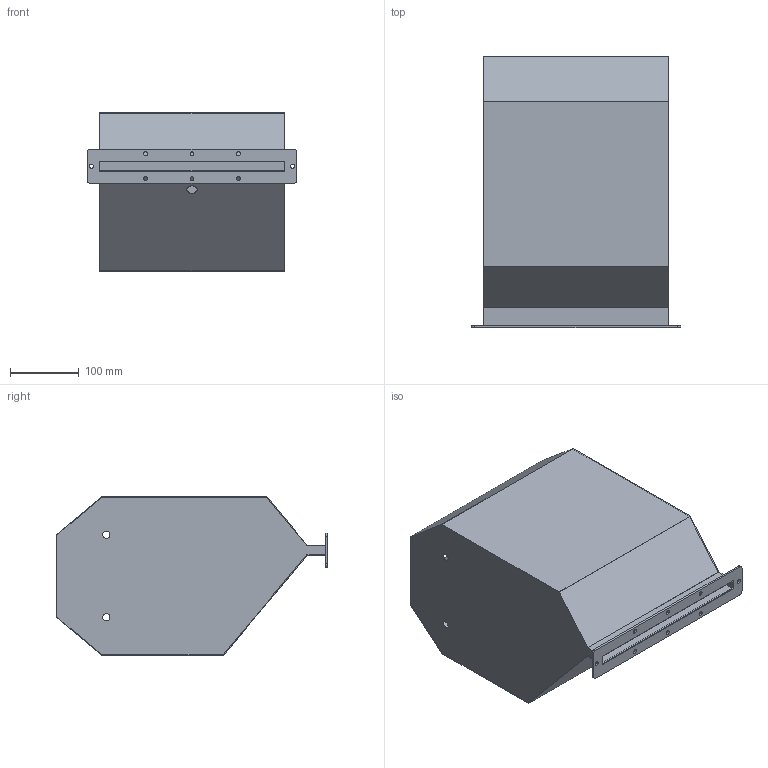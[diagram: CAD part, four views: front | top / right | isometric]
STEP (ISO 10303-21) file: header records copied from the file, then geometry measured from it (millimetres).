
FILE_DESCRIPTION (( 'STEP AP214' ), '1' );
FILE_NAME ('BigCanister_v2.STEP', '2024-10-09T10:45:49', ( '' ), ( '' ), 'SwSTEP 2.0', 'SolidWorks 2024', '' );
FILE_SCHEMA (( 'AUTOMOTIVE_DESIGN' ));
Length unit declared in the file: millimetre
Products named in the file (1): BigCanister_v2
Bounding box: 305 x 395 x 230 mm (x, y, z)
Volume: 451963.2 mm3; surface area: 865390 mm2
Topology: 2 solids, 2 shells, 83 faces, 234 edges, 156 vertices
Faces by surface type: cylinder 50, plane 33
Entity records: 2856 total; most frequent: DIRECTION 502, CARTESIAN_POINT 474, ORIENTED_EDGE 468, EDGE_CURVE 234, AXIS2_PLACEMENT_3D 184, VERTEX_POINT 156, LINE 134, VECTOR 134
